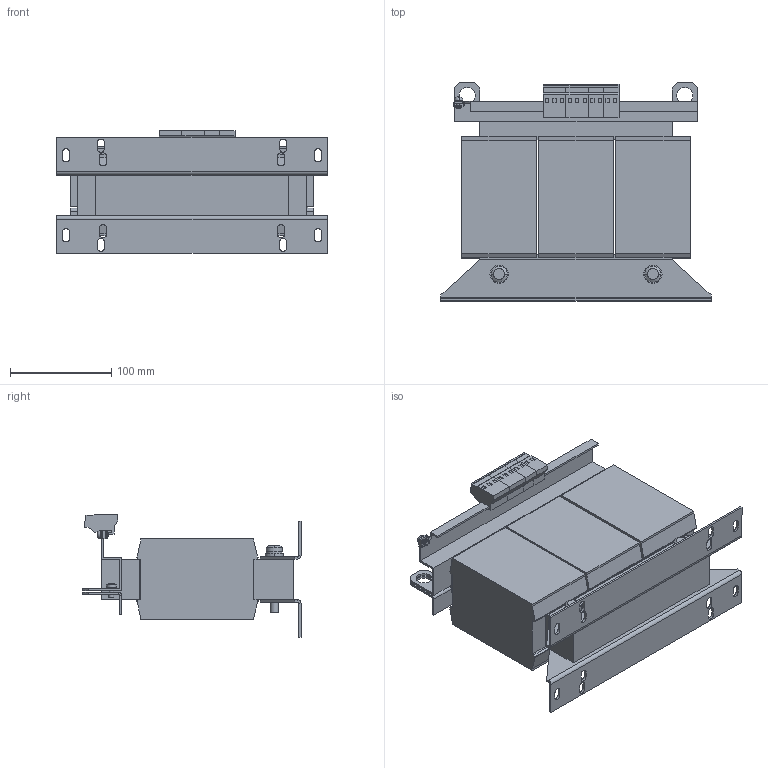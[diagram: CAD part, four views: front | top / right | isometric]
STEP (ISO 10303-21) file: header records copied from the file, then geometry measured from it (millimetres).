
FILE_DESCRIPTION (( 'STEP AP214' ), '1' );
FILE_NAME ('192895.STEP', '2020-05-28T17:59:05', ( '' ), ( '' ), 'SwSTEP 2.0', 'SolidWorks 2018', '' );
FILE_SCHEMA (( 'AUTOMOTIVE_DESIGN' ));
Length unit declared in the file: millimetre
Products named in the file (1): 192895
Bounding box: 267 x 215.5 x 121.5 mm (x, y, z)
Volume: 2783352.6 mm3; surface area: 286431.9 mm2
Topology: 1 solids, 1 shells, 588 faces, 1510 edges, 954 vertices
Faces by surface type: plane 444, cylinder 116, torus 14, sphere 8, cone 6
Entity records: 17733 total; most frequent: CARTESIAN_POINT 3177, ORIENTED_EDGE 3016, DIRECTION 2959, EDGE_CURVE 1508, LINE 1179, VECTOR 1179, VERTEX_POINT 954, AXIS2_PLACEMENT_3D 890
